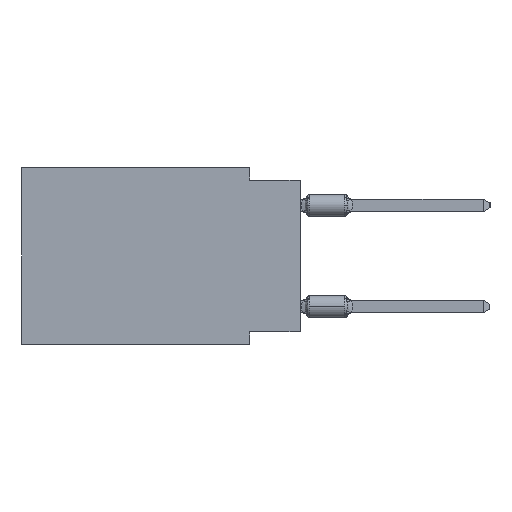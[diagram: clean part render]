
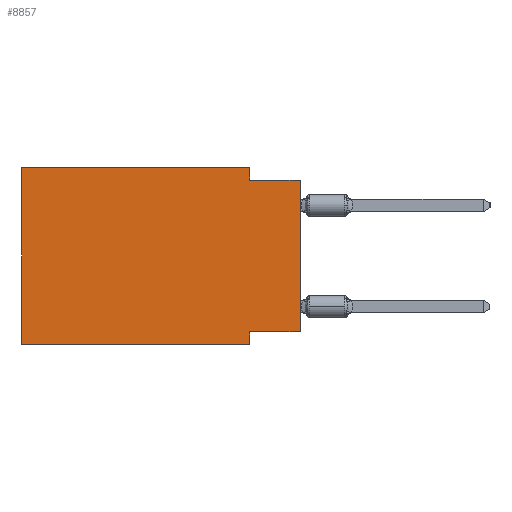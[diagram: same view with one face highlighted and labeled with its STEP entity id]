
A CAD part, left-side view. The second image highlights one B-rep face of the part: STEP entity #8857.
In plain terms, the highlighted planar face has unit normal (-1, 0, 0).
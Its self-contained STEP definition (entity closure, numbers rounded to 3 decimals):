
#234 = VECTOR ( 'NONE', #5427, 1000. ) ;
#800 = CARTESIAN_POINT ( 'NONE',  ( 0., 2.54, -8.255 ) ) ;
#951 = CARTESIAN_POINT ( 'NONE',  ( 0., 13.97, 0. ) ) ;
#1272 = CARTESIAN_POINT ( 'NONE',  ( 0., 0., 0. ) ) ;
#2683 = CARTESIAN_POINT ( 'NONE',  ( 0., 13.97, 0. ) ) ;
#2707 = EDGE_CURVE ( 'NONE', #18652, #9323, #21204, .T. ) ;
#2934 = EDGE_LOOP ( 'NONE', ( #24865, #9460, #24477, #9717, #34264, #23488, #26056, #24546 ) ) ;
#3793 = CARTESIAN_POINT ( 'NONE',  ( 0., 0., -8.255 ) ) ;
#4167 = DIRECTION ( 'NONE',  ( 0., -1., 0. ) ) ;
#5376 = VECTOR ( 'NONE', #33633, 1000. ) ;
#5427 = DIRECTION ( 'NONE',  ( 0., -1., 0. ) ) ;
#5833 = LINE ( 'NONE', #36172, #234 ) ;
#6346 = DIRECTION ( 'NONE',  ( 0., -1., 0. ) ) ;
#7207 = DIRECTION ( 'NONE',  ( 0., 1., 0. ) ) ;
#8198 = CARTESIAN_POINT ( 'NONE',  ( 0., 2.54, 0. ) ) ;
#8857 = ADVANCED_FACE ( 'NONE', ( #32286 ), #35897, .F. ) ;
#9323 = VERTEX_POINT ( 'NONE', #22732 ) ;
#9460 = ORIENTED_EDGE ( 'NONE', *, *, #12896, .F. ) ;
#9717 = ORIENTED_EDGE ( 'NONE', *, *, #31631, .F. ) ;
#11515 = VERTEX_POINT ( 'NONE', #800 ) ;
#12509 = VERTEX_POINT ( 'NONE', #30213 ) ;
#12693 = VECTOR ( 'NONE', #19979, 1000. ) ;
#12896 = EDGE_CURVE ( 'NONE', #12509, #30057, #5833, .T. ) ;
#14129 = VERTEX_POINT ( 'NONE', #14300 ) ;
#14300 = CARTESIAN_POINT ( 'NONE',  ( 0., 2.54, -8.89 ) ) ;
#15014 = CARTESIAN_POINT ( 'NONE',  ( 0., 0., -8.255 ) ) ;
#16755 = LINE ( 'NONE', #1272, #12693 ) ;
#17839 = LINE ( 'NONE', #8198, #31942 ) ;
#18652 = VERTEX_POINT ( 'NONE', #29511 ) ;
#18693 = EDGE_CURVE ( 'NONE', #27960, #12509, #17839, .T. ) ;
#18826 = VECTOR ( 'NONE', #4167, 1000. ) ;
#18888 = CARTESIAN_POINT ( 'NONE',  ( 0., 2.54, -8.89 ) ) ;
#19899 = VERTEX_POINT ( 'NONE', #15014 ) ;
#19979 = DIRECTION ( 'NONE',  ( 0., 0., 1. ) ) ;
#20417 = CARTESIAN_POINT ( 'NONE',  ( 0., 2.54, 0. ) ) ;
#20450 = DIRECTION ( 'NONE',  ( 0., 0., -1. ) ) ;
#21064 = DIRECTION ( 'NONE',  ( 0., 0., -1. ) ) ;
#21204 = LINE ( 'NONE', #2683, #5376 ) ;
#22282 = LINE ( 'NONE', #951, #18826 ) ;
#22327 = AXIS2_PLACEMENT_3D ( 'NONE', #23454, #35693, #20450 ) ;
#22732 = CARTESIAN_POINT ( 'NONE',  ( 0., 13.97, 0. ) ) ;
#22951 = VECTOR ( 'NONE', #7207, 1000. ) ;
#23454 = CARTESIAN_POINT ( 'NONE',  ( 0., 13.97, 0. ) ) ;
#23488 = ORIENTED_EDGE ( 'NONE', *, *, #24590, .T. ) ;
#24148 = EDGE_CURVE ( 'NONE', #11515, #14129, #24536, .T. ) ;
#24477 = ORIENTED_EDGE ( 'NONE', *, *, #18693, .F. ) ;
#24536 = LINE ( 'NONE', #18888, #29137 ) ;
#24546 = ORIENTED_EDGE ( 'NONE', *, *, #34422, .F. ) ;
#24590 = EDGE_CURVE ( 'NONE', #18652, #14129, #35349, .T. ) ;
#24865 = ORIENTED_EDGE ( 'NONE', *, *, #34860, .T. ) ;
#26056 = ORIENTED_EDGE ( 'NONE', *, *, #24148, .F. ) ;
#26528 = CARTESIAN_POINT ( 'NONE',  ( 0., 0., -0.635 ) ) ;
#27960 = VERTEX_POINT ( 'NONE', #20417 ) ;
#29137 = VECTOR ( 'NONE', #36777, 1000. ) ;
#29511 = CARTESIAN_POINT ( 'NONE',  ( 0., 13.97, -8.89 ) ) ;
#30057 = VERTEX_POINT ( 'NONE', #26528 ) ;
#30213 = CARTESIAN_POINT ( 'NONE',  ( 0., 2.54, -0.635 ) ) ;
#31345 = LINE ( 'NONE', #3793, #22951 ) ;
#31630 = VECTOR ( 'NONE', #6346, 1000. ) ;
#31631 = EDGE_CURVE ( 'NONE', #9323, #27960, #22282, .T. ) ;
#31942 = VECTOR ( 'NONE', #21064, 1000. ) ;
#32286 = FACE_OUTER_BOUND ( 'NONE', #2934, .T. ) ;
#33633 = DIRECTION ( 'NONE',  ( 0., 0., 1. ) ) ;
#34062 = CARTESIAN_POINT ( 'NONE',  ( 0., 13.97, -8.89 ) ) ;
#34264 = ORIENTED_EDGE ( 'NONE', *, *, #2707, .F. ) ;
#34422 = EDGE_CURVE ( 'NONE', #19899, #11515, #31345, .T. ) ;
#34860 = EDGE_CURVE ( 'NONE', #19899, #30057, #16755, .T. ) ;
#35349 = LINE ( 'NONE', #34062, #31630 ) ;
#35693 = DIRECTION ( 'NONE',  ( 1., 0., 0. ) ) ;
#35897 = PLANE ( 'NONE',  #22327 ) ;
#36172 = CARTESIAN_POINT ( 'NONE',  ( 0., 0., -0.635 ) ) ;
#36777 = DIRECTION ( 'NONE',  ( 0., 0., -1. ) ) ;
